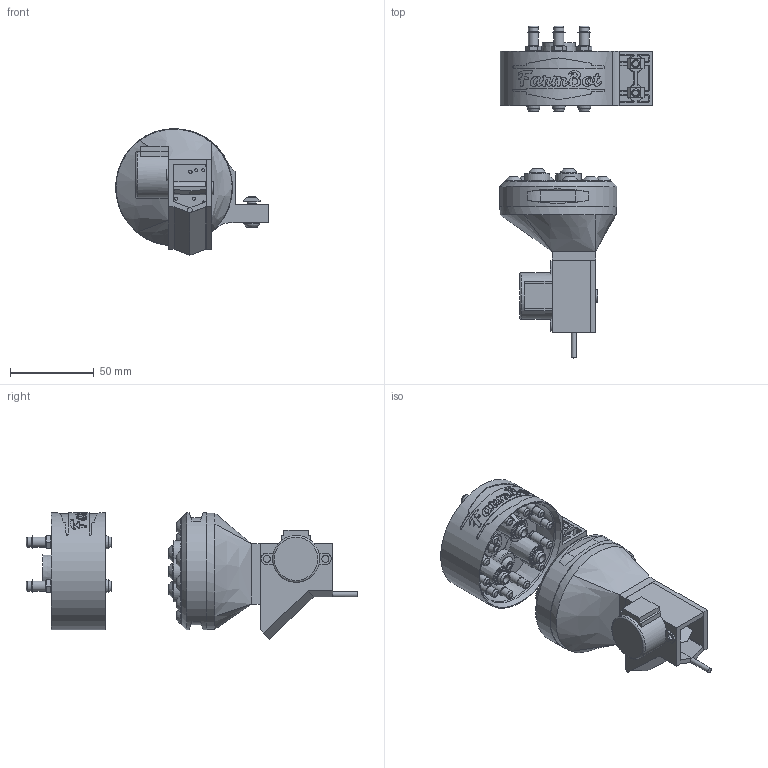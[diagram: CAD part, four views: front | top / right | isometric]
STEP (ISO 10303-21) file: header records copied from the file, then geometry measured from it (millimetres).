
FILE_DESCRIPTION(/* description */ (''),/* implementation_level */ '2;1');
FILE_NAME(/* name */ 'Planter Assembly.stp',/* time_stamp */ '2024-03-09T14:04:46+11:00',/* author */ ('Jack'),/* organization */ (''),/* preprocessor_version */ 'ST-DEVELOPER v19',/* originating_system */ 'Autodesk Inventor 2023',/* authorisation */ '');
FILE_SCHEMA (('AUTOMOTIVE_DESIGN { 1 0 10303 214 3 1 1 }'));
Length unit declared in the file: millimetre
Products named in the file (29): Planter Assembly 2; Mounting Adapter; Planter Body Main; Planter Gate; Duino 5V Stepper Motor Driver; Duino 5V Stepper Motor; Planter UTM; Planter 2 Backing; UTM; Screw w/ Tee Nut <2>; Screw w/ Tee Nut <1>; M5 Tee Nut; id31; id36; id41; id46; id51; id56; id61; O-Ring (7.5mm ID, modeled as 8mm); M5 x 16mm Screw; Ring Magnet; M5 Barb; UTM PCB <1>; UTM PCB; Pogo Pin; Pogo Pin Jam Nut; Ring Magnet_1; M5 x 16mm Screw_1
Assembly tree (84 placements, depth 4):
  Planter Assembly 2
    Mounting Adapter
    Planter Body Main
    Planter Gate
    Duino 5V Stepper Motor Driver
    Duino 5V Stepper Motor
    Planter UTM
    Planter 2 Backing
    UTM
      Screw w/ Tee Nut <2>
        M5 x 16mm Screw
        M5 Tee Nut
      M5 Barb  x3
      Screw w/ Tee Nut <1>
        M5 x 16mm Screw
        M5 Tee Nut
      id31
      id36
      id41
      id46
      id51
      id56
      id61
      O-Ring (7.5mm ID, modeled as 8mm)  x3
      M5 x 16mm Screw  x3
      Ring Magnet  x3
      UTM PCB <1>
        Pogo Pin Jam Nut  x24
        Pogo Pin  x12
        UTM PCB
    M5 x 16mm Screw_1  x10
    Ring Magnet_1  x3
Bounding box: 91.44 x 198.47 x 75.67 mm (x, y, z)
Volume: 144577.5 mm3; surface area: 107943.6 mm2
Topology: 80 solids, 80 shells, 1553 faces, 3628 edges, 2381 vertices
Faces by surface type: plane 933, cylinder 275, bspline 215, torus 69, cone 61
Full cylindrical faces by diameter (mm): 1.454 x1, 1.597 x1, 1.809 x2, 1.837 x1, 1.846 x1, 1.99 x1, 3 x44, 3.25 x12, 3.5 x12, 4.2 x4, 4.6 x12, 4.8 x2, 5 x61, 5.25 x3, 5.5 x5, 5.6 x2, 5.8 x12, 6 x6, 7.5 x6, 7.7 x1, 7.9 x1, 8 x6, 8.2 x1, 8.5 x3, 9.3 x1, 9.5 x16, 10 x3, 14 x2, 15 x9, 28 x1
Entity records: 35095 total; most frequent: CARTESIAN_POINT 11427, ORIENTED_EDGE 4714, DIRECTION 4258, EDGE_CURVE 2357, VERTEX_POINT 1538, AXIS2_PLACEMENT_3D 1481, LINE 1296, VECTOR 1296
